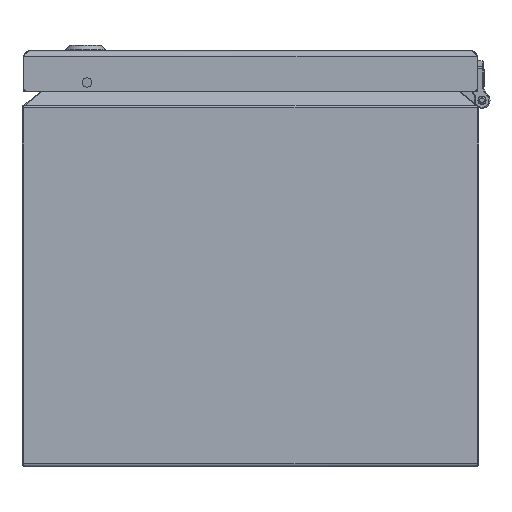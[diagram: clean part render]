
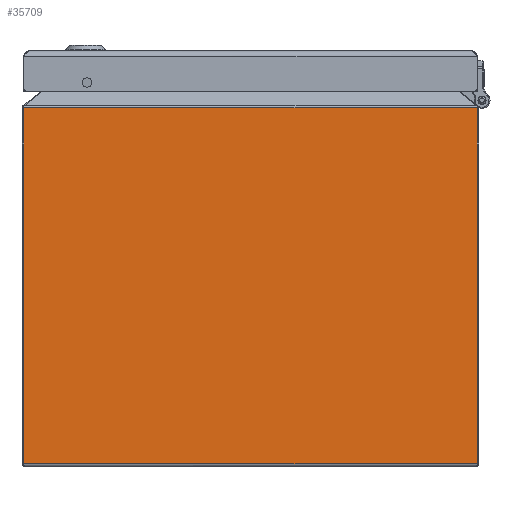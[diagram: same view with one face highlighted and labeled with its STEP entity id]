
A CAD part, left-side view. The second image highlights one B-rep face of the part: STEP entity #35709.
In plain terms, the highlighted planar face has unit normal (-1, 0, 0).
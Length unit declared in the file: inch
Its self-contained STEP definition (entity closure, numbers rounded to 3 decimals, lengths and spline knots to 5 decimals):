
#5615 = ORIENTED_EDGE ( 'NONE', *, *, #24478, .F. ) ;
#5760 = VECTOR ( 'NONE', #46370, 39.37008 ) ;
#5817 = CARTESIAN_POINT ( 'NONE',  ( -11.85, 8.81992, -1.10002 ) ) ;
#5958 = DIRECTION ( 'NONE',  ( 0., 1., 0. ) ) ;
#8877 = VECTOR ( 'NONE', #18037, 39.37008 ) ;
#12426 = VECTOR ( 'NONE', #46553, 39.37008 ) ;
#14355 = CARTESIAN_POINT ( 'NONE',  ( -11.85, -0.12008, -1.1236 ) ) ;
#16775 = CARTESIAN_POINT ( 'NONE',  ( -11.85, 8.81992, -1.1236 ) ) ;
#16823 = ORIENTED_EDGE ( 'NONE', *, *, #28989, .F. ) ;
#17173 = LINE ( 'NONE', #33297, #19244 ) ;
#18037 = DIRECTION ( 'NONE',  ( 0., 1., 0. ) ) ;
#19244 = VECTOR ( 'NONE', #49388, 39.37008 ) ;
#20187 = EDGE_LOOP ( 'NONE', ( #35276, #27735, #16823, #5615 ) ) ;
#20400 = AXIS2_PLACEMENT_3D ( 'NONE', #51067, #25835, #5958 ) ;
#22063 = PLANE ( 'NONE',  #20400 ) ;
#24478 = EDGE_CURVE ( 'NONE', #33721, #27492, #39224, .T. ) ;
#25238 = CARTESIAN_POINT ( 'NONE',  ( -11.85, -0.12008, -1.1236 ) ) ;
#25835 = DIRECTION ( 'NONE',  ( 1., 0., 0. ) ) ;
#26097 = FACE_OUTER_BOUND ( 'NONE', #20187, .T. ) ;
#27492 = VERTEX_POINT ( 'NONE', #39620 ) ;
#27735 = ORIENTED_EDGE ( 'NONE', *, *, #49250, .F. ) ;
#28989 = EDGE_CURVE ( 'NONE', #27492, #31810, #34033, .T. ) ;
#31810 = VERTEX_POINT ( 'NONE', #16775 ) ;
#32178 = VERTEX_POINT ( 'NONE', #25238 ) ;
#32350 = CARTESIAN_POINT ( 'NONE',  ( -11.85, -0.12008, -8.13506 ) ) ;
#33297 = CARTESIAN_POINT ( 'NONE',  ( -11.85, -0.12008, -1.10002 ) ) ;
#33721 = VERTEX_POINT ( 'NONE', #32350 ) ;
#34033 = LINE ( 'NONE', #5817, #5760 ) ;
#34687 = CARTESIAN_POINT ( 'NONE',  ( -11.85, -0.12008, -8.13506 ) ) ;
#35276 = ORIENTED_EDGE ( 'NONE', *, *, #40841, .F. ) ;
#35709 = ADVANCED_FACE ( 'NONE', ( #26097 ), #22063, .F. ) ;
#39224 = LINE ( 'NONE', #34687, #8877 ) ;
#39620 = CARTESIAN_POINT ( 'NONE',  ( -11.85, 8.81992, -8.13506 ) ) ;
#40841 = EDGE_CURVE ( 'NONE', #32178, #33721, #17173, .T. ) ;
#46370 = DIRECTION ( 'NONE',  ( 0., 0., 1. ) ) ;
#46553 = DIRECTION ( 'NONE',  ( 0., -1., 0. ) ) ;
#49250 = EDGE_CURVE ( 'NONE', #31810, #32178, #51108, .T. ) ;
#49388 = DIRECTION ( 'NONE',  ( 0., 0., -1. ) ) ;
#51067 = CARTESIAN_POINT ( 'NONE',  ( -11.85, -0.12008, -1.10002 ) ) ;
#51108 = LINE ( 'NONE', #14355, #12426 ) ;
